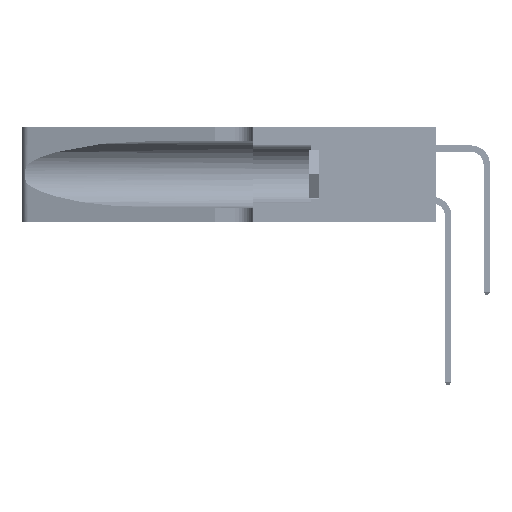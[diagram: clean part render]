
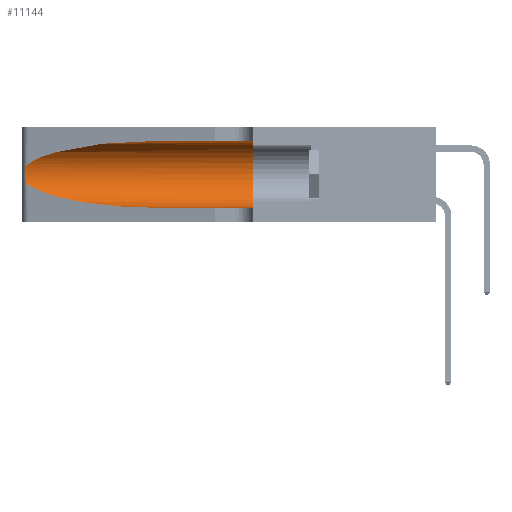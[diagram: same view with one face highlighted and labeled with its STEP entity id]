
A CAD part, left-side view. The second image highlights one B-rep face of the part: STEP entity #11144.
In plain terms, the highlighted cylindrical face has radius 3.308 mm (diameter 6.617 mm), a partial arc.
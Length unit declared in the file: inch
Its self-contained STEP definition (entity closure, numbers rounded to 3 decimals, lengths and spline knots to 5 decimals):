
#344 = CARTESIAN_POINT ( 'NONE',  ( 0.1305, 1.61858, 0.185 ) ) ;
#479 = EDGE_LOOP ( 'NONE', ( #15976, #26138, #1602, #13145, #4306, #32107 ) ) ;
#501 = DIRECTION ( 'NONE',  ( 0., -1., 0. ) ) ;
#1602 = ORIENTED_EDGE ( 'NONE', *, *, #7851, .T. ) ;
#2099 = VECTOR ( 'NONE', #31780, 39.37008 ) ;
#2317 = CARTESIAN_POINT ( 'NONE',  ( 0.25787, 1.23484, 0.2124 ) ) ;
#2425 = VERTEX_POINT ( 'NONE', #15056 ) ;
#3089 = VERTEX_POINT ( 'NONE', #42439 ) ;
#3846 = CARTESIAN_POINT ( 'NONE',  ( 0.2373, 1.15595, 0.08982 ) ) ;
#4306 = ORIENTED_EDGE ( 'NONE', *, *, #4720, .F. ) ;
#4386 = DIRECTION ( 'NONE',  ( 0., -1., 0. ) ) ;
#4401 = CYLINDRICAL_SURFACE ( 'NONE', #20053, 0.13025 ) ;
#4720 = EDGE_CURVE ( 'NONE', #18242, #12661, #37806, .T. ) ;
#5549 = CARTESIAN_POINT ( 'NONE',  ( 0.18966, 0.96281, 0.31525 ) ) ;
#6329 = CARTESIAN_POINT ( 'NONE',  ( 0.26018, 1.23835, 0.19895 ) ) ;
#7851 = EDGE_CURVE ( 'NONE', #8133, #27274, #20548, .T. ) ;
#8133 = VERTEX_POINT ( 'NONE', #21762 ) ;
#10309 = CARTESIAN_POINT ( 'NONE',  ( 0.26075, 1.23896, 0.178 ) ) ;
#10763 = CARTESIAN_POINT ( 'NONE',  ( 0.1305, 0.72297, 0.05475 ) ) ;
#11144 = ADVANCED_FACE ( 'NONE', ( #16181 ), #4401, .F. ) ;
#11830 = CARTESIAN_POINT ( 'NONE',  ( 0.1305, 0.72297, 0.05475 ) ) ;
#12348 = CARTESIAN_POINT ( 'NONE',  ( 0.1305, 1.61858, 0.31525 ) ) ;
#12661 = VERTEX_POINT ( 'NONE', #21406 ) ;
#13145 = ORIENTED_EDGE ( 'NONE', *, *, #37816, .T. ) ;
#14305 = CARTESIAN_POINT ( 'NONE',  ( 0.25856, 1.23593, 0.16098 ) ) ;
#15056 = CARTESIAN_POINT ( 'NONE',  ( 0.25487, 1.22718, 0.22369 ) ) ;
#15976 = ORIENTED_EDGE ( 'NONE', *, *, #29093, .T. ) ;
#16075 = DIRECTION ( 'NONE',  ( 0., 1., 0. ) ) ;
#16181 = FACE_OUTER_BOUND ( 'NONE', #479, .T. ) ;
#17978 = CARTESIAN_POINT ( 'NONE',  ( 0.1305, 0.35, 0.31525 ) ) ;
#18242 = VERTEX_POINT ( 'NONE', #17978 ) ;
#18286 = CARTESIAN_POINT ( 'NONE',  ( 0.25639, 1.23186, 0.15144 ) ) ;
#19321 = EDGE_CURVE ( 'NONE', #3089, #18242, #34936, .T. ) ;
#20053 = AXIS2_PLACEMENT_3D ( 'NONE', #344, #4386, #27942 ) ;
#20548 =( BOUNDED_CURVE ( )  B_SPLINE_CURVE ( 3, ( #35520, #3846, #23608, #11830 ),
 .UNSPECIFIED., .F., .T. ) 
 B_SPLINE_CURVE_WITH_KNOTS ( ( 4, 4 ),
 ( 3.44316, 4.71239 ),
 .UNSPECIFIED. ) 
 CURVE ( )  GEOMETRIC_REPRESENTATION_ITEM ( )  RATIONAL_B_SPLINE_CURVE ( ( 1., 0.87, 0.87, 1. ) ) 
 REPRESENTATION_ITEM ( '' )  );
#21406 = CARTESIAN_POINT ( 'NONE',  ( 0.1305, 0.35, 0.05475 ) ) ;
#21499 = CARTESIAN_POINT ( 'NONE',  ( 0.25487, 1.22718, 0.22369 ) ) ;
#21762 = CARTESIAN_POINT ( 'NONE',  ( 0.25487, 1.22718, 0.14631 ) ) ;
#22105 = CARTESIAN_POINT ( 'NONE',  ( 0.25487, 1.22718, 0.22369 ) ) ;
#22293 = CARTESIAN_POINT ( 'NONE',  ( 0.25487, 1.22718, 0.14631 ) ) ;
#23608 = CARTESIAN_POINT ( 'NONE',  ( 0.18966, 0.96281, 0.05475 ) ) ;
#26079 = CARTESIAN_POINT ( 'NONE',  ( 0.25639, 1.23184, 0.21858 ) ) ;
#26138 = ORIENTED_EDGE ( 'NONE', *, *, #51024, .T. ) ;
#27274 = VERTEX_POINT ( 'NONE', #10763 ) ;
#27515 = B_SPLINE_CURVE_WITH_KNOTS ( 'NONE', 3,
 ( #22105, #33851, #26079, #2317, #30051, #6329, #34031, #10309, #37957, #14305, #41918, #18286, #45847, #22293 ),
 .UNSPECIFIED., .F., .F.,
 ( 4, 2, 2, 2, 2, 2, 4 ),
 ( 0., 0.00027, 0.00053, 0.00107, 0.0016, 0.00187, 0.00214 ),
 .UNSPECIFIED. ) ;
#27798 = CARTESIAN_POINT ( 'NONE',  ( 0.1305, 1.61858, 0.05475 ) ) ;
#27942 = DIRECTION ( 'NONE',  ( 0., 0., -1. ) ) ;
#29093 = EDGE_CURVE ( 'NONE', #3089, #2425, #40463, .T. ) ;
#30051 = CARTESIAN_POINT ( 'NONE',  ( 0.25854, 1.2359, 0.20912 ) ) ;
#31780 = DIRECTION ( 'NONE',  ( 0., -1., 0. ) ) ;
#32107 = ORIENTED_EDGE ( 'NONE', *, *, #19321, .F. ) ;
#33696 = VECTOR ( 'NONE', #501, 39.37008 ) ;
#33851 = CARTESIAN_POINT ( 'NONE',  ( 0.25555, 1.22994, 0.2215 ) ) ;
#34031 = CARTESIAN_POINT ( 'NONE',  ( 0.26075, 1.23896, 0.19203 ) ) ;
#34936 = LINE ( 'NONE', #12348, #33696 ) ;
#35520 = CARTESIAN_POINT ( 'NONE',  ( 0.25487, 1.22718, 0.14631 ) ) ;
#37217 = CARTESIAN_POINT ( 'NONE',  ( 0.1305, 0.72297, 0.31525 ) ) ;
#37806 = CIRCLE ( 'NONE', #50255, 0.13025 ) ;
#37816 = EDGE_CURVE ( 'NONE', #27274, #12661, #44141, .T. ) ;
#37957 = CARTESIAN_POINT ( 'NONE',  ( 0.26017, 1.23833, 0.17102 ) ) ;
#39732 = CARTESIAN_POINT ( 'NONE',  ( 0.1305, 0.35, 0.185 ) ) ;
#40463 =( BOUNDED_CURVE ( )  B_SPLINE_CURVE ( 3, ( #37217, #5549, #45083, #21499 ),
 .UNSPECIFIED., .F., .F. ) 
 B_SPLINE_CURVE_WITH_KNOTS ( ( 4, 4 ),
 ( 1.5708, 2.84003 ),
 .UNSPECIFIED. ) 
 CURVE ( )  GEOMETRIC_REPRESENTATION_ITEM ( )  RATIONAL_B_SPLINE_CURVE ( ( 1., 0.87, 0.87, 1. ) ) 
 REPRESENTATION_ITEM ( '' )  );
#41918 = CARTESIAN_POINT ( 'NONE',  ( 0.25789, 1.23486, 0.15765 ) ) ;
#42439 = CARTESIAN_POINT ( 'NONE',  ( 0.1305, 0.72297, 0.31525 ) ) ;
#43650 = DIRECTION ( 'NONE',  ( 0., 0., 1. ) ) ;
#44141 = LINE ( 'NONE', #27798, #2099 ) ;
#45083 = CARTESIAN_POINT ( 'NONE',  ( 0.2373, 1.15595, 0.28018 ) ) ;
#45847 = CARTESIAN_POINT ( 'NONE',  ( 0.25555, 1.22993, 0.14849 ) ) ;
#50255 = AXIS2_PLACEMENT_3D ( 'NONE', #39732, #16075, #43650 ) ;
#51024 = EDGE_CURVE ( 'NONE', #2425, #8133, #27515, .T. ) ;
